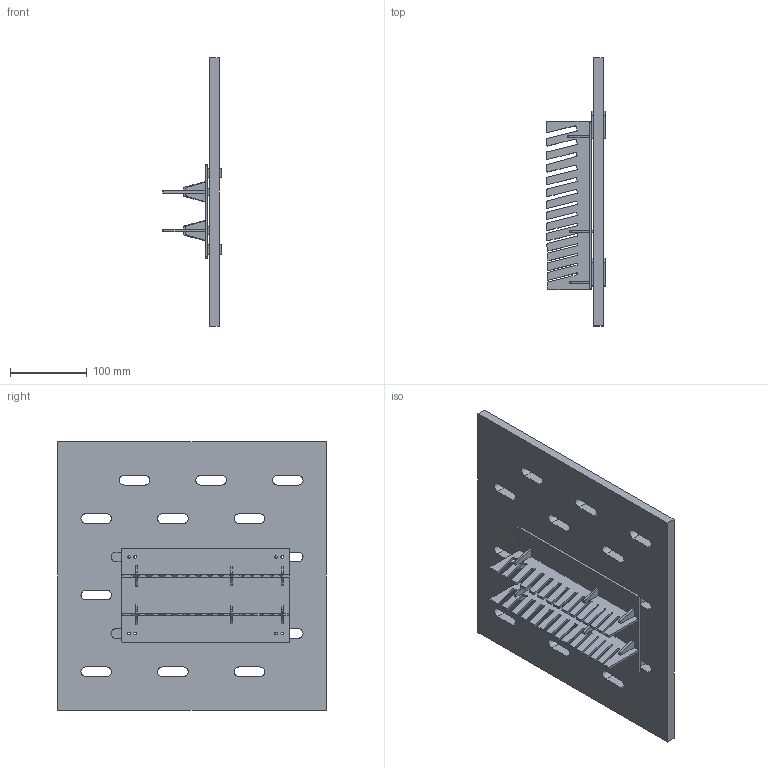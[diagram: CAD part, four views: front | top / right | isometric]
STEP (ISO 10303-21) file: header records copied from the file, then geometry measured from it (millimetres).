
FILE_DESCRIPTION(('STEP AP242'), '1');
FILE_NAME('Ñáîðêà Ìàðòûíîâ êîíå÷íàÿ', '', ('UNSPECIFIED'), ('UNSPECIFIED'), 'C3D Converter', 'C3D Toolkit', '');
FILE_SCHEMA(('AP242_MANAGED_MODEL_BASED_3D_ENGINEERING_MIM_LF { 1 0 10303 442 1 1 4 }'));
Length unit declared in the file: millimetre
Products named in the file (6): 1 Стенка; Document
Assembly tree (14 placements, depth 2):
  (unnamed)
    1 Стенка
    (unnamed)
    Document  x4
    (unnamed)  x6
    (unnamed)  x2
Bounding box: 76.84 x 350 x 350 mm (x, y, z)
Volume: 1534988.2 mm3; surface area: 391571.8 mm2
Topology: 14 solids, 14 shells, 648 faces, 1860 edges, 1240 vertices
Faces by surface type: plane 428, cylinder 220
Full cylindrical faces by diameter (mm): 3.4 x16
Entity records: 12497 total; most frequent: CARTESIAN_POINT 2097, ORIENTED_EDGE 2062, DIRECTION 2011, EDGE_CURVE 1031, LINE 795, VECTOR 795, VERTEX_POINT 694, AXIS2_PLACEMENT_3D 608
